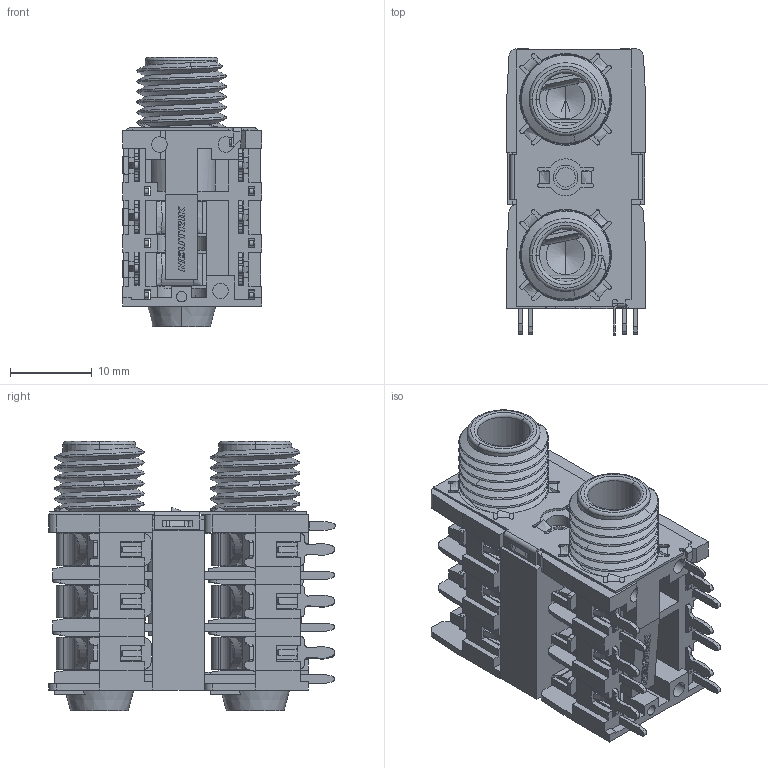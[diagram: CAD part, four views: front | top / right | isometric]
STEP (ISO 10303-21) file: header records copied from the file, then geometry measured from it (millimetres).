
FILE_DESCRIPTION((''),'2;1');
FILE_NAME('NSJ12HF-1','2025-10-13T15:15:23',('phk'),(''),'CREO PARAMETRIC BY PTC INC, 2023424','CREO PARAMETRIC BY PTC INC, 2023424','');
FILE_SCHEMA(('AUTOMOTIVE_DESIGN { 1 0 10303 214 1 1 1 1 }'));
Products named in the file (1): NSJ12HF-1
Bounding box: 17.05 x 35.05 x 32.9 mm (x, y, z)
Volume: 6078.7 mm3; surface area: 12048.1 mm2
Topology: 2 solids, 3 shells, 2030 faces, 6249 edges, 4116 vertices
Faces by surface type: plane 1325, cylinder 492, bspline 113, torus 56, cone 32, extrusion 12
Entity records: 94883 total; most frequent: CARTESIAN_POINT 24706, ORIENTED_EDGE 12490, DIRECTION 10610, EDGE_CURVE 6245, VECTOR 4696, LINE 4684, VERTEX_POINT 4116, AXIS2_PLACEMENT_3D 2957
